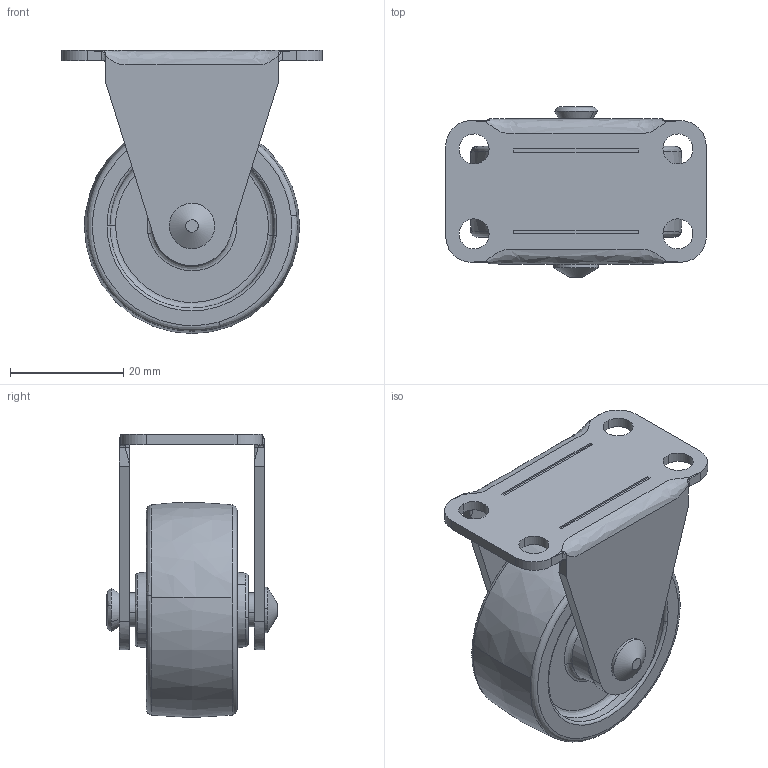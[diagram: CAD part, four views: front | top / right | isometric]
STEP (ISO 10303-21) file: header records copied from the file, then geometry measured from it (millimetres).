
FILE_DESCRIPTION((''),'2;1');
FILE_NAME('','2005-12-15T17:30:39',(''),(''),'','CADfix','');
FILE_SCHEMA(('AUTOMOTIVE_DESIGN'));
Length unit declared in the file: millimetre
Products named in the file (4): wheel; body; axle; No_420_R_N38_3_299_36
Assembly tree (3 placements, depth 2):
  No_420_R_N38_3_299_36
    wheel
    body
    axle
Bounding box: 46 x 30.1 x 50 mm (x, y, z)
Volume: 20106.3 mm3; surface area: 11375.8 mm2
Topology: 3 solids, 3 shells, 124 faces, 386 edges, 272 vertices
Faces by surface type: bspline 124
Entity records: 5628 total; most frequent: CARTESIAN_POINT 3498, ORIENTED_EDGE 764, EDGE_CURVE 382, VERTEX_POINT 272, EDGE_LOOP 146, FACE_OUTER_BOUND 124, ADVANCED_FACE 124, QUASI_UNIFORM_CURVE 110
